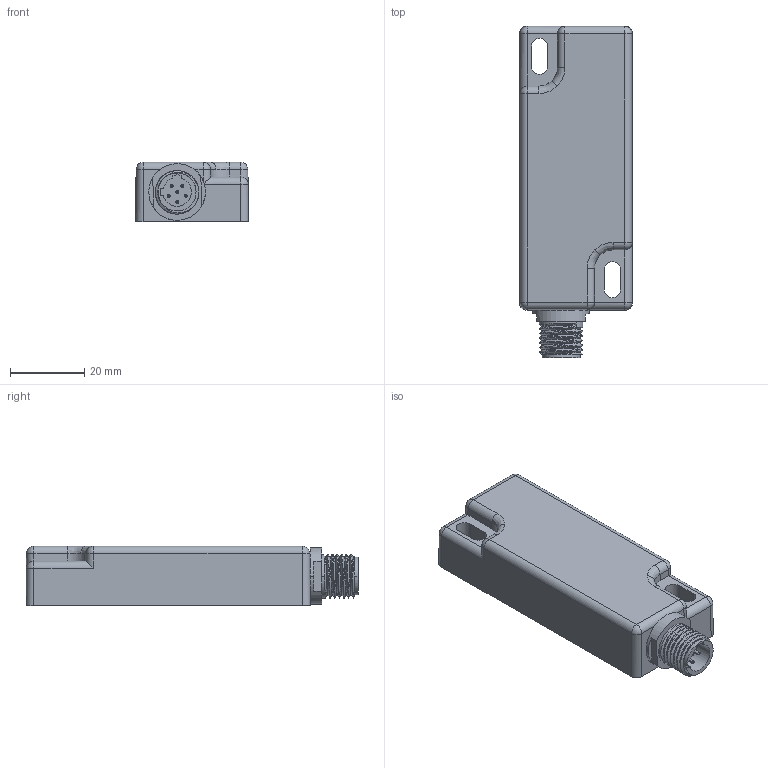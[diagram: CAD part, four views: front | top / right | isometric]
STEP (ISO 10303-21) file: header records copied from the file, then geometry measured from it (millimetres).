
FILE_DESCRIPTION (( 'STEP AP214' ), '1' );
FILE_NAME ('MS21 ABS Switch QD.STEP', '2018-03-08T15:21:12', ( '' ), ( '' ), 'SwSTEP 2.0', 'SolidWorks 2013', '' );
FILE_SCHEMA (( 'AUTOMOTIVE_DESIGN' ));
Length unit declared in the file: millimetre
Products named in the file (3): connector temp2; 359.700 (MS21 Switch Red); MS21 ABS Switch QD
Assembly tree (2 placements, depth 2):
  MS21 ABS Switch QD
    359.700 (MS21 Switch Red)
    connector temp2
Bounding box: 30.3 x 89.14 x 16 mm (x, y, z)
Volume: 12709.8 mm3; surface area: 16027.9 mm2
Topology: 2 solids, 2 shells, 181 faces, 449 edges, 286 vertices
Faces by surface type: cylinder 78, plane 71, torus 12, bspline 8, sphere 8, cone 4
Entity records: 9786 total; most frequent: CARTESIAN_POINT 4055, ORIENTED_EDGE 898, DIRECTION 873, EDGE_CURVE 449, AXIS2_PLACEMENT_3D 320, VERTEX_POINT 286, LINE 233, VECTOR 233
